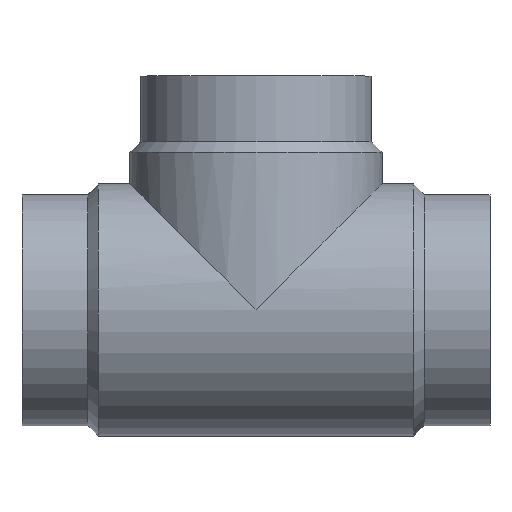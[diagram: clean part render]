
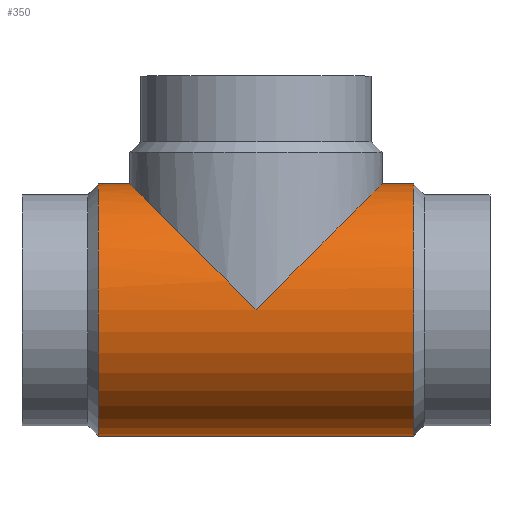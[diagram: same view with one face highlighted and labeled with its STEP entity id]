
A CAD part, top view. The second image highlights one B-rep face of the part: STEP entity #350.
In plain terms, the highlighted cylindrical face has radius 109.1 mm (diameter 218.2 mm), a partial arc.
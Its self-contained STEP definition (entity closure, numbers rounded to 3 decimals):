
#138 = EDGE_CURVE( '', #320, #150, #378, .T. );
#142 = VERTEX_POINT( '', #382 );
#144 = EDGE_CURVE( '', #340, #220, #384, .T. );
#150 = VERTEX_POINT( '', #390 );
#192 = VERTEX_POINT( '', #436 );
#198 = EDGE_CURVE( '', #320, #220, #443, .T. );
#204 = EDGE_CURVE( '', #142, #192, #450, .T. );
#220 = VERTEX_POINT( '', #468 );
#240 = EDGE_CURVE( '', #334, #340, #491, .T. );
#290 = EDGE_CURVE( '', #150, #142, #550, .T. );
#320 = VERTEX_POINT( '', #582 );
#334 = VERTEX_POINT( '', #597 );
#340 = VERTEX_POINT( '', #605 );
#346 = EDGE_CURVE( '', #192, #334, #611, .T. );
#350 = ADVANCED_FACE( '', ( #615 ), #616, .T. );
#378 = LINE( '', #637, #638 );
#382 = CARTESIAN_POINT( '', ( -66.1, 109.1, 0. ) );
#384 = LINE( '', #646, #647 );
#390 = CARTESIAN_POINT( '', ( -66.1, -109.1, 0. ) );
#436 = CARTESIAN_POINT( '', ( -93.4, 109.1, 0. ) );
#443 = CIRCLE( '', #720, 109.1 );
#450 = LINE( '', #728, #729 );
#468 = CARTESIAN_POINT( '', ( -338.9, 109.1, 0. ) );
#491 = ELLIPSE( '', #782, 154.291, 109.1 );
#550 = CIRCLE( '', #857, 109.1 );
#582 = CARTESIAN_POINT( '', ( -338.9, -109.1, 0. ) );
#597 = CARTESIAN_POINT( '', ( -202.5, 0., 109.1 ) );
#605 = CARTESIAN_POINT( '', ( -311.6, 109.1, 0. ) );
#611 = ELLIPSE( '', #941, 154.291, 109.1 );
#615 = FACE_OUTER_BOUND( '', #946, .T. );
#616 = CYLINDRICAL_SURFACE( '', #947, 109.1 );
#637 = CARTESIAN_POINT( '', ( -202.5, -109.1, 0. ) );
#638 = VECTOR( '', #964, 1. );
#646 = CARTESIAN_POINT( '', ( -202.5, 109.1, 0. ) );
#647 = VECTOR( '', #968, 1. );
#720 = AXIS2_PLACEMENT_3D( '', #1041, #1042, #1043 );
#728 = CARTESIAN_POINT( '', ( -202.5, 109.1, 0. ) );
#729 = VECTOR( '', #1052, 1. );
#782 = AXIS2_PLACEMENT_3D( '', #1103, #1104, #1105 );
#857 = AXIS2_PLACEMENT_3D( '', #1195, #1196, #1197 );
#941 = AXIS2_PLACEMENT_3D( '', #1258, #1259, #1260 );
#946 = EDGE_LOOP( '', ( #1265, #1266, #1267, #1268, #1269, #1270, #1271 ) );
#947 = AXIS2_PLACEMENT_3D( '', #1272, #1273, #1274 );
#964 = DIRECTION( '', ( 1., 0., 0. ) );
#968 = DIRECTION( '', ( -1., 0., 0. ) );
#1041 = CARTESIAN_POINT( '', ( -338.9, 0., 0. ) );
#1042 = DIRECTION( '', ( -1., 0., 0. ) );
#1043 = DIRECTION( '', ( 0., 1., 0. ) );
#1052 = DIRECTION( '', ( -1., 0., 0. ) );
#1103 = CARTESIAN_POINT( '', ( -202.5, 0., 0. ) );
#1104 = DIRECTION( '', ( -0.707, -0.707, 0. ) );
#1105 = DIRECTION( '', ( 0.707, -0.707, 0. ) );
#1195 = CARTESIAN_POINT( '', ( -66.1, 0., 0. ) );
#1196 = DIRECTION( '', ( -1., 0., 0. ) );
#1197 = DIRECTION( '', ( 0., 1., 0. ) );
#1258 = CARTESIAN_POINT( '', ( -202.5, 0., 0. ) );
#1259 = DIRECTION( '', ( 0.707, -0.707, 0. ) );
#1260 = DIRECTION( '', ( 0.707, 0.707, 0. ) );
#1265 = ORIENTED_EDGE( '', *, *, #204, .T. );
#1266 = ORIENTED_EDGE( '', *, *, #346, .T. );
#1267 = ORIENTED_EDGE( '', *, *, #240, .T. );
#1268 = ORIENTED_EDGE( '', *, *, #144, .T. );
#1269 = ORIENTED_EDGE( '', *, *, #198, .F. );
#1270 = ORIENTED_EDGE( '', *, *, #138, .T. );
#1271 = ORIENTED_EDGE( '', *, *, #290, .T. );
#1272 = CARTESIAN_POINT( '', ( -202.5, 0., 0. ) );
#1273 = DIRECTION( '', ( 1., 0., 0. ) );
#1274 = DIRECTION( '', ( 0., 1., 0. ) );
